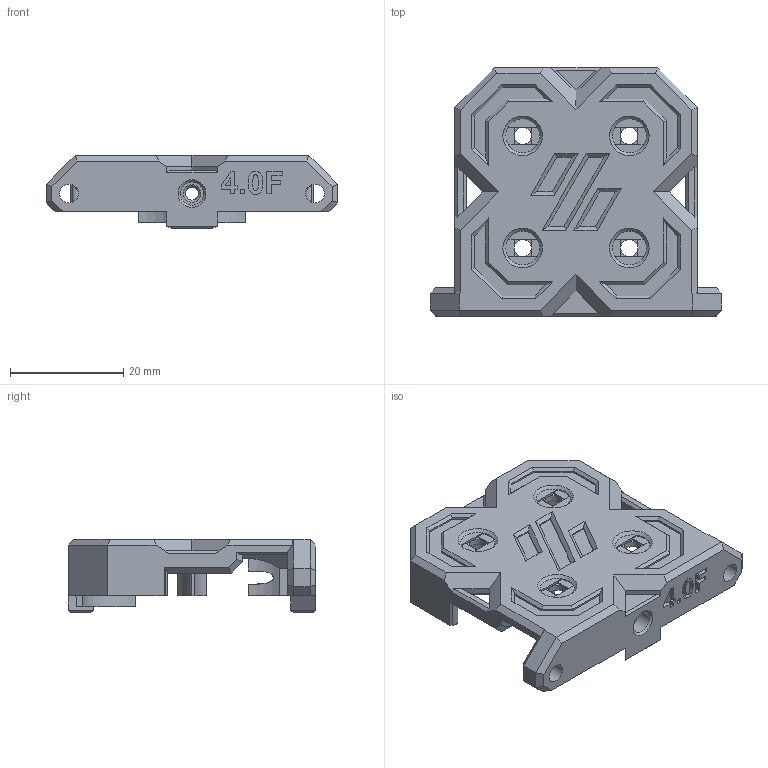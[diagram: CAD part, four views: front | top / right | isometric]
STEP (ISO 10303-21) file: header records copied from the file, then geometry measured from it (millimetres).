
FILE_DESCRIPTION(/* description */ ('','CAx-IF Rec.Pracs.---Representation and Presentation of Product Manufacturing Information (PMI)---4.0---2014-10-13'),/* implementation_level */ '2;1');
FILE_NAME(/* name */ 'TopCover-for-Flexibles-ver4F-VORON.step',/* time_stamp */ '2025-01-20T20:59:16-05:00',/* author */ (''),/* organization */ (''),/* preprocessor_version */ 'ST-DEVELOPER v20',/* originating_system */ 'Autodesk Translation Framework v13.20.0.188',/* authorisation */ '');
FILE_SCHEMA (('AP242_MANAGED_MODEL_BASED_3D_ENGINEERING_MIM_LF { 1 0 10303 442 1 1 4 }'));
Length unit declared in the file: millimetre
Products named in the file (1): TopCover-for-Flexibles-ver4F-VORON
Bounding box: 51.5 x 43.83 x 12.95 mm (x, y, z)
Volume: 6720.6 mm3; surface area: 7169.1 mm2
Topology: 1 solids, 1 shells, 394 faces, 1021 edges, 639 vertices
Faces by surface type: plane 306, cylinder 50, bspline 21, cone 17
Full cylindrical faces by diameter (mm): 2.3 x2, 3 x4, 3.3 x2, 4.1 x2
Entity records: 12192 total; most frequent: CARTESIAN_POINT 2592, ORIENTED_EDGE 2042, DIRECTION 1863, EDGE_CURVE 1021, LINE 813, VECTOR 813, VERTEX_POINT 639, AXIS2_PLACEMENT_3D 525
